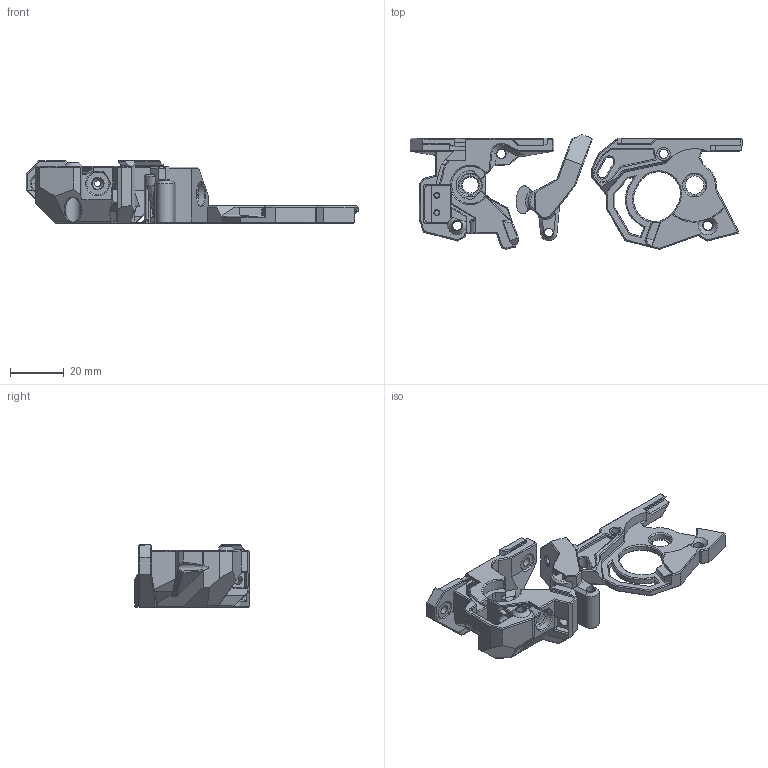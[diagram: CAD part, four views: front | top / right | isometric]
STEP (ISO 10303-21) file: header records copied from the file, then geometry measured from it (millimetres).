
FILE_DESCRIPTION(/* description */ ('STEP AP242','CAx-IF Rec.Pracs.---Representation and Presentation of Product Manufacturing Information (PMI)---4.0---2014-10-13','CAx-IF Rec.Pracs.---3D Tessellated Geometry---0.4---2014-09-14','2;1'),/* implementation_level */ '2;1');
FILE_NAME(/* name */ 'A4T - WWBMG - Dual sensor [Sherpa-Mini spacing]',/* time_stamp */ '2025-02-04T20:10:55Z',/* author */ (''),/* organization */ (''),/* preprocessor_version */ 'ST-DEVELOPER v20',/* originating_system */ 'ONSHAPE BY PTC INC, 1.193',/* authorisation */ ' ');
FILE_SCHEMA (('AP242_MANAGED_MODEL_BASED_3D_ENGINEERING_MIM_LF { 1 0 10303 442 1 1 4 }'));
Length unit declared in the file: millimetre
Products named in the file (4): WWBMG - Tension_Arm Support; A4T - WWBMG - Motor_Plate_6T - dual sensor; WWBMG - Tension_Arm; A4T - WWBMG - Main_Body - dual sensor [Sherpa-Mini spacing]
Bounding box: 123.73 x 42.8 x 23.2 mm (x, y, z)
Volume: 25476.6 mm3; surface area: 16594.4 mm2
Topology: 4 solids, 4 shells, 827 faces, 2165 edges, 1348 vertices
Faces by surface type: plane 567, cylinder 120, cone 98, bspline 32, torus 8, sphere 2
Full cylindrical faces by diameter (mm): 1.8 x4, 3.15 x1, 3.4 x7, 4.2 x1, 5 x1, 5.9 x1, 6 x1, 6.25 x1, 6.8 x1, 8.1 x2, 9 x1, 9.189 x1
Entity records: 26755 total; most frequent: CARTESIAN_POINT 6767, ORIENTED_EDGE 4190, DIRECTION 3963, EDGE_CURVE 2095, LINE 1509, VECTOR 1509, VERTEX_POINT 1327, AXIS2_PLACEMENT_3D 1227
